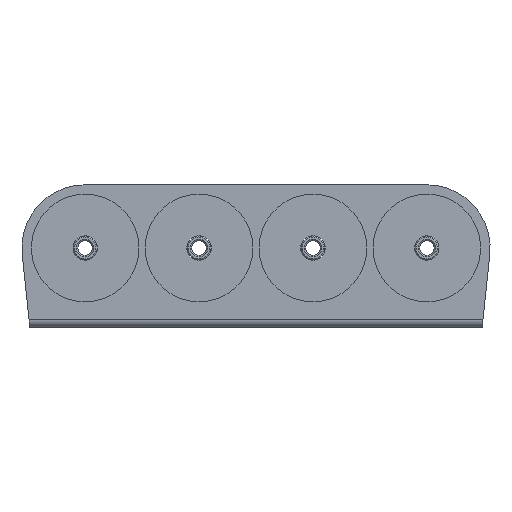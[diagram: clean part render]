
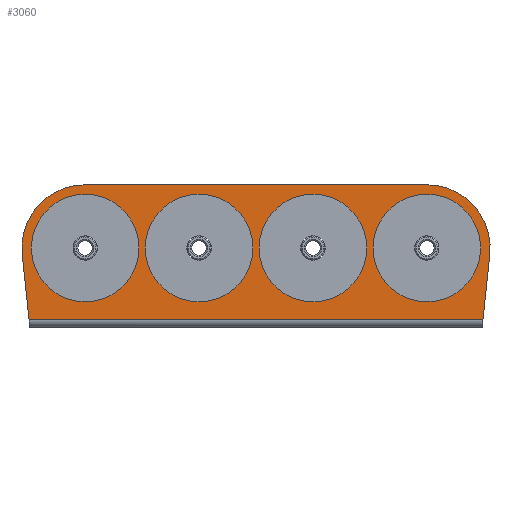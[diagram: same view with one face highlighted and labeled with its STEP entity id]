
A CAD part, front view. The second image highlights one B-rep face of the part: STEP entity #3060.
In plain terms, the highlighted planar face has unit normal (0, -1, 0).
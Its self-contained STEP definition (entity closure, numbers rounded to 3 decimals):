
#111=FACE_BOUND('',#791,.T.);
#112=FACE_BOUND('',#792,.T.);
#113=FACE_BOUND('',#793,.T.);
#114=FACE_BOUND('',#794,.T.);
#357=CIRCLE('',#3360,50.);
#359=CIRCLE('',#3364,50.);
#361=CIRCLE('',#3367,42.5);
#363=CIRCLE('',#3370,42.5);
#365=CIRCLE('',#3373,42.5);
#367=CIRCLE('',#3376,42.5);
#432=PLANE('',#3377);
#582=FACE_OUTER_BOUND('',#790,.T.);
#790=EDGE_LOOP('',(#2806,#2807,#2808,#2809,#2810,#2811));
#791=EDGE_LOOP('',(#2812));
#792=EDGE_LOOP('',(#2813));
#793=EDGE_LOOP('',(#2814));
#794=EDGE_LOOP('',(#2815));
#839=LINE('',#4548,#1065);
#1041=LINE('',#6619,#1267);
#1045=LINE('',#6629,#1271);
#1047=LINE('',#6657,#1273);
#1065=VECTOR('',#3448,358.709);
#1267=VECTOR('',#4172,270.);
#1271=VECTOR('',#4184,51.688);
#1273=VECTOR('',#4218,51.688);
#1320=VERTEX_POINT('',#4407);
#1328=VERTEX_POINT('',#4522);
#1563=VERTEX_POINT('',#6616);
#1564=VERTEX_POINT('',#6618);
#1566=VERTEX_POINT('',#6624);
#1568=VERTEX_POINT('',#6633);
#1570=VERTEX_POINT('',#6639);
#1572=VERTEX_POINT('',#6644);
#1574=VERTEX_POINT('',#6649);
#1576=VERTEX_POINT('',#6654);
#1621=EDGE_CURVE('',#1328,#1320,#839,.T.);
#1981=EDGE_CURVE('',#1563,#1564,#1041,.T.);
#1984=EDGE_CURVE('',#1564,#1566,#357,.T.);
#1987=EDGE_CURVE('',#1566,#1320,#1045,.T.);
#1990=EDGE_CURVE('',#1568,#1563,#359,.T.);
#1992=EDGE_CURVE('',#1570,#1570,#361,.T.);
#1994=EDGE_CURVE('',#1572,#1572,#363,.T.);
#1996=EDGE_CURVE('',#1574,#1574,#365,.T.);
#1998=EDGE_CURVE('',#1576,#1576,#367,.T.);
#1999=EDGE_CURVE('',#1328,#1568,#1047,.T.);
#2806=ORIENTED_EDGE('',*,*,#1621,.T.);
#2807=ORIENTED_EDGE('',*,*,#1987,.F.);
#2808=ORIENTED_EDGE('',*,*,#1984,.F.);
#2809=ORIENTED_EDGE('',*,*,#1981,.F.);
#2810=ORIENTED_EDGE('',*,*,#1990,.F.);
#2811=ORIENTED_EDGE('',*,*,#1999,.F.);
#2812=ORIENTED_EDGE('',*,*,#1992,.T.);
#2813=ORIENTED_EDGE('',*,*,#1994,.T.);
#2814=ORIENTED_EDGE('',*,*,#1996,.T.);
#2815=ORIENTED_EDGE('',*,*,#1998,.T.);
#3060=ADVANCED_FACE('',(#582,#111,#112,#113,#114),#432,.F.);
#3360=AXIS2_PLACEMENT_3D('',#6625,#4178,#4179);
#3364=AXIS2_PLACEMENT_3D('',#6635,#4190,#4191);
#3367=AXIS2_PLACEMENT_3D('',#6640,#4196,#4197);
#3370=AXIS2_PLACEMENT_3D('',#6645,#4202,#4203);
#3373=AXIS2_PLACEMENT_3D('',#6650,#4208,#4209);
#3376=AXIS2_PLACEMENT_3D('',#6655,#4214,#4215);
#3377=AXIS2_PLACEMENT_3D('',#6656,#4216,#4217);
#3448=DIRECTION('',(1.,0.,0.));
#4172=DIRECTION('',(1.,0.,0.));
#4178=DIRECTION('center_axis',(0.,1.,0.));
#4179=DIRECTION('ref_axis',(0.,0.,1.));
#4184=DIRECTION('',(-0.104,0.,-0.995));
#4190=DIRECTION('center_axis',(0.,1.,0.));
#4191=DIRECTION('ref_axis',(-0.995,0.,-0.104));
#4196=DIRECTION('center_axis',(0.,1.,0.));
#4197=DIRECTION('ref_axis',(-1.,0.,0.));
#4202=DIRECTION('center_axis',(0.,1.,0.));
#4203=DIRECTION('ref_axis',(-1.,0.,0.));
#4208=DIRECTION('center_axis',(0.,1.,0.));
#4209=DIRECTION('ref_axis',(-1.,0.,0.));
#4214=DIRECTION('center_axis',(0.,1.,0.));
#4215=DIRECTION('ref_axis',(-1.,0.,0.));
#4216=DIRECTION('center_axis',(0.,1.,0.));
#4217=DIRECTION('ref_axis',(1.,0.,0.));
#4218=DIRECTION('',(-0.104,0.,0.995));
#4407=CARTESIAN_POINT('',(224.355,107.393,6.));
#4522=CARTESIAN_POINT('',(-134.355,107.393,6.));
#4548=CARTESIAN_POINT('',(-44.677,107.393,6.));
#6616=CARTESIAN_POINT('',(-90.,107.393,112.607));
#6618=CARTESIAN_POINT('',(180.,107.393,112.607));
#6619=CARTESIAN_POINT('',(-90.,107.393,112.607));
#6624=CARTESIAN_POINT('',(229.729,107.393,57.408));
#6625=CARTESIAN_POINT('Origin',(180.,107.393,62.607));
#6629=CARTESIAN_POINT('',(229.729,107.393,57.408));
#6633=CARTESIAN_POINT('',(-139.729,107.393,57.408));
#6635=CARTESIAN_POINT('Origin',(-90.,107.393,62.607));
#6639=CARTESIAN_POINT('',(-47.5,107.393,62.607));
#6640=CARTESIAN_POINT('Origin',(-90.,107.393,62.607));
#6644=CARTESIAN_POINT('',(42.5,107.393,62.607));
#6645=CARTESIAN_POINT('Origin',(0.,107.393,62.607));
#6649=CARTESIAN_POINT('',(132.5,107.393,62.607));
#6650=CARTESIAN_POINT('Origin',(90.,107.393,62.607));
#6654=CARTESIAN_POINT('',(222.5,107.393,62.607));
#6655=CARTESIAN_POINT('Origin',(180.,107.393,62.607));
#6656=CARTESIAN_POINT('Origin',(45.,107.393,-63.856));
#6657=CARTESIAN_POINT('',(-134.,107.393,2.607));
